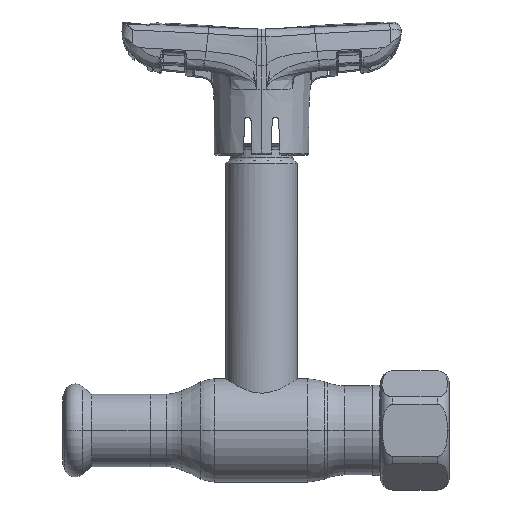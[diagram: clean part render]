
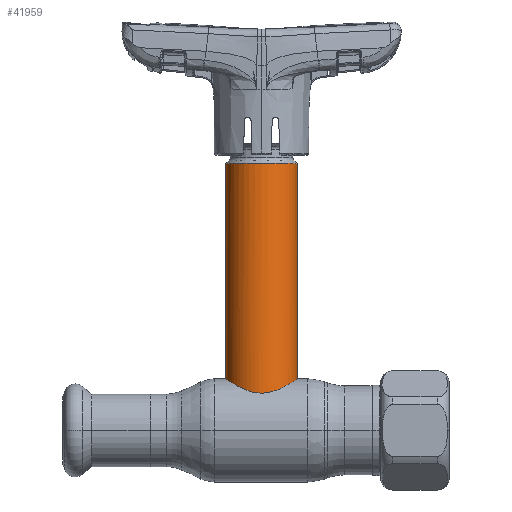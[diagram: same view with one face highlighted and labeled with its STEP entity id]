
A CAD part, top view. The second image highlights one B-rep face of the part: STEP entity #41959.
In plain terms, the highlighted cylindrical face has radius 9 mm (diameter 18 mm), a partial arc.
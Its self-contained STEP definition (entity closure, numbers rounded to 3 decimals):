
#51 = CARTESIAN_POINT ( 'NONE',  ( 6.747, 11.55, 5.984 ) ) ;
#2815 = CARTESIAN_POINT ( 'NONE',  ( 8.029, 12.347, 4.077 ) ) ;
#4182 = ORIENTED_EDGE ( 'NONE', *, *, #36222, .T. ) ;
#4209 = CARTESIAN_POINT ( 'NONE',  ( -9., 67.169, 0. ) ) ;
#6322 = CARTESIAN_POINT ( 'NONE',  ( 9., 67.169, 0. ) ) ;
#6401 = DIRECTION ( 'NONE',  ( 0., -1., 0. ) ) ;
#6514 = VECTOR ( 'NONE', #57886, 1000. ) ;
#6968 = CARTESIAN_POINT ( 'NONE',  ( 2.405, 9.667, 8.694 ) ) ;
#7273 = CARTESIAN_POINT ( 'NONE',  ( -5.494, 10.863, 7.151 ) ) ;
#7678 = CYLINDRICAL_SURFACE ( 'NONE', #13784, 9. ) ;
#7851 = CARTESIAN_POINT ( 'NONE',  ( -8.694, 12.789, 2.406 ) ) ;
#8005 = EDGE_LOOP ( 'NONE', ( #49410, #10354, #4182, #45829 ) ) ;
#8955 = CARTESIAN_POINT ( 'NONE',  ( -4.052, 10.206, 8.057 ) ) ;
#9482 = B_SPLINE_CURVE_WITH_KNOTS ( 'NONE', 3,
 ( #30453, #48482, #12001, #7851, #53215, #57681, #52906, #47895, #25970, #25079, #7273, #48777, #8955, #20922, #27078, #16129, #20629, #45171, #34317, #52321, #22628, #11719, #40727, #6968, #57386, #43477, #43182, #34607, #11416, #43784, #57091, #51, #18138, #25387, #29562, #2815, #16716, #39021, #52618, #48194, #47595, #21215, #39315, #44088 ),
 .UNSPECIFIED., .F., .F.,
 ( 4, 2, 2, 2, 2, 2, 2, 2, 2, 2, 2, 2, 2, 2, 2, 2, 2, 2, 2, 2, 2, 4 ),
 ( 0., 0.002, 0.004, 0.005, 0.007, 0.009, 0.011, 0.012, 0.013, 0.014, 0.015, 0.016, 0.018, 0.019, 0.02, 0.022, 0.024, 0.025, 0.026, 0.027, 0.028, 0.029 ),
 .UNSPECIFIED. ) ;
#10354 = ORIENTED_EDGE ( 'NONE', *, *, #39920, .T. ) ;
#10739 = CARTESIAN_POINT ( 'NONE',  ( 0., 67.169, 0. ) ) ;
#11039 = DIRECTION ( 'NONE',  ( 0., -1., 0. ) ) ;
#11416 = CARTESIAN_POINT ( 'NONE',  ( 4.79, 10.531, 7.625 ) ) ;
#11719 = CARTESIAN_POINT ( 'NONE',  ( 0.609, 9.381, 9. ) ) ;
#12001 = CARTESIAN_POINT ( 'NONE',  ( -8.937, 12.956, 1.223 ) ) ;
#13100 = CARTESIAN_POINT ( 'NONE',  ( 9., 0., 0. ) ) ;
#13784 = AXIS2_PLACEMENT_3D ( 'NONE', #38855, #35320, #25212 ) ;
#15281 = LINE ( 'NONE', #56224, #23883 ) ;
#16129 = CARTESIAN_POINT ( 'NONE',  ( -2.403, 9.68, 8.678 ) ) ;
#16716 = CARTESIAN_POINT ( 'NONE',  ( 8.159, 12.433, 3.81 ) ) ;
#17531 = LINE ( 'NONE', #13100, #6514 ) ;
#18138 = CARTESIAN_POINT ( 'NONE',  ( 7.112, 11.769, 5.546 ) ) ;
#18555 = CARTESIAN_POINT ( 'NONE',  ( -9., 13., 0. ) ) ;
#20629 = CARTESIAN_POINT ( 'NONE',  ( -2.114, 9.612, 8.753 ) ) ;
#20922 = CARTESIAN_POINT ( 'NONE',  ( -3.249, 9.924, 8.398 ) ) ;
#21050 = FACE_OUTER_BOUND ( 'NONE', #8005, .T. ) ;
#21215 = CARTESIAN_POINT ( 'NONE',  ( 8.985, 12.989, 0.61 ) ) ;
#22628 = CARTESIAN_POINT ( 'NONE',  ( -0.308, 9.381, 9. ) ) ;
#22851 = EDGE_CURVE ( 'NONE', #41595, #54734, #17531, .T. ) ;
#23883 = VECTOR ( 'NONE', #6401, 1000. ) ;
#24987 = DIRECTION ( 'NONE',  ( -1., 0., 0. ) ) ;
#25079 = CARTESIAN_POINT ( 'NONE',  ( -5.938, 11.097, 6.787 ) ) ;
#25212 = DIRECTION ( 'NONE',  ( -1., 0., 0. ) ) ;
#25387 = CARTESIAN_POINT ( 'NONE',  ( 7.597, 12.07, 4.835 ) ) ;
#25550 = CARTESIAN_POINT ( 'NONE',  ( 9., 13., 0. ) ) ;
#25970 = CARTESIAN_POINT ( 'NONE',  ( -6.744, 11.549, 5.986 ) ) ;
#27078 = CARTESIAN_POINT ( 'NONE',  ( -2.971, 9.836, 8.501 ) ) ;
#29562 = CARTESIAN_POINT ( 'NONE',  ( 7.748, 12.166, 4.589 ) ) ;
#30453 = CARTESIAN_POINT ( 'NONE',  ( -9., 13., 0. ) ) ;
#32246 = VERTEX_POINT ( 'NONE', #4209 ) ;
#34317 = CARTESIAN_POINT ( 'NONE',  ( -1.227, 9.456, 8.921 ) ) ;
#34607 = CARTESIAN_POINT ( 'NONE',  ( 4.547, 10.422, 7.772 ) ) ;
#35320 = DIRECTION ( 'NONE',  ( 0., -1., 0. ) ) ;
#36222 = EDGE_CURVE ( 'NONE', #32246, #46533, #15281, .T. ) ;
#38855 = CARTESIAN_POINT ( 'NONE',  ( 0., 0., 0. ) ) ;
#39021 = CARTESIAN_POINT ( 'NONE',  ( 8.511, 12.665, 2.987 ) ) ;
#39315 = CARTESIAN_POINT ( 'NONE',  ( 9., 13., 0.305 ) ) ;
#39920 = EDGE_CURVE ( 'NONE', #41595, #32246, #51602, .T. ) ;
#40727 = CARTESIAN_POINT ( 'NONE',  ( 1.215, 9.441, 8.938 ) ) ;
#41595 = VERTEX_POINT ( 'NONE', #6322 ) ;
#41959 = ADVANCED_FACE ( 'NONE', ( #21050 ), #7678, .T. ) ;
#42772 = EDGE_CURVE ( 'NONE', #46533, #54734, #9482, .T. ) ;
#43182 = CARTESIAN_POINT ( 'NONE',  ( 4.041, 10.212, 8.047 ) ) ;
#43477 = CARTESIAN_POINT ( 'NONE',  ( 3.778, 10.11, 8.174 ) ) ;
#43784 = CARTESIAN_POINT ( 'NONE',  ( 5.496, 10.864, 7.15 ) ) ;
#44088 = CARTESIAN_POINT ( 'NONE',  ( 9., 13., 0. ) ) ;
#45171 = CARTESIAN_POINT ( 'NONE',  ( -1.526, 9.5, 8.875 ) ) ;
#45829 = ORIENTED_EDGE ( 'NONE', *, *, #42772, .T. ) ;
#46533 = VERTEX_POINT ( 'NONE', #18555 ) ;
#47595 = CARTESIAN_POINT ( 'NONE',  ( 8.922, 12.946, 1.22 ) ) ;
#47895 = CARTESIAN_POINT ( 'NONE',  ( -7.11, 11.768, 5.549 ) ) ;
#48194 = CARTESIAN_POINT ( 'NONE',  ( 8.875, 12.914, 1.525 ) ) ;
#48482 = CARTESIAN_POINT ( 'NONE',  ( -9., 13., 0.618 ) ) ;
#48777 = CARTESIAN_POINT ( 'NONE',  ( -4.552, 10.419, 7.785 ) ) ;
#49410 = ORIENTED_EDGE ( 'NONE', *, *, #22851, .F. ) ;
#51602 = CIRCLE ( 'NONE', #55386, 9. ) ;
#52321 = CARTESIAN_POINT ( 'NONE',  ( -0.618, 9.396, 8.984 ) ) ;
#52618 = CARTESIAN_POINT ( 'NONE',  ( 8.691, 12.787, 2.417 ) ) ;
#52906 = CARTESIAN_POINT ( 'NONE',  ( -7.764, 12.174, 4.589 ) ) ;
#53215 = CARTESIAN_POINT ( 'NONE',  ( -8.51, 12.665, 2.988 ) ) ;
#54734 = VERTEX_POINT ( 'NONE', #25550 ) ;
#55386 = AXIS2_PLACEMENT_3D ( 'NONE', #10739, #11039, #24987 ) ;
#56224 = CARTESIAN_POINT ( 'NONE',  ( -9., 0., 0. ) ) ;
#57091 = CARTESIAN_POINT ( 'NONE',  ( 5.933, 11.095, 6.791 ) ) ;
#57386 = CARTESIAN_POINT ( 'NONE',  ( 2.969, 9.827, 8.516 ) ) ;
#57681 = CARTESIAN_POINT ( 'NONE',  ( -8.046, 12.358, 4.075 ) ) ;
#57886 = DIRECTION ( 'NONE',  ( 0., -1., 0. ) ) ;
